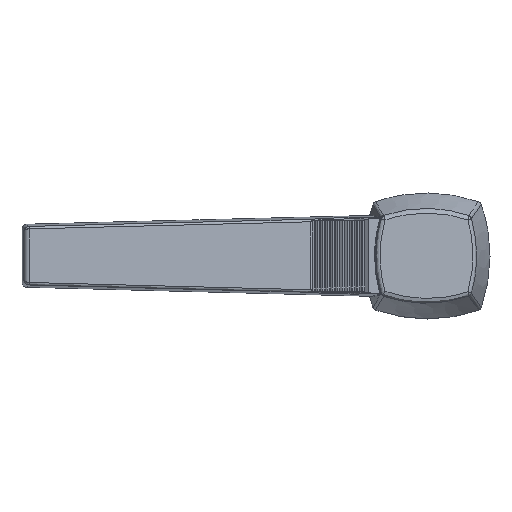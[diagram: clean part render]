
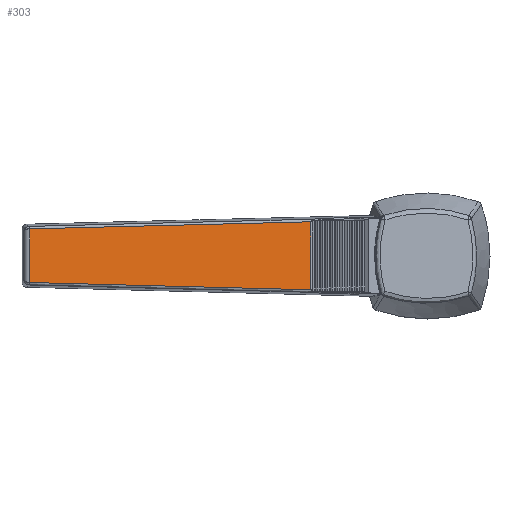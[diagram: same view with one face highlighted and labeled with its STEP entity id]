
A CAD part, top view. The second image highlights one B-rep face of the part: STEP entity #303.
In plain terms, the highlighted planar face has unit normal (0.174, 0, 0.985).
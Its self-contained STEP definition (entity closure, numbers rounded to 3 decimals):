
#303 = ADVANCED_FACE( '', ( #715 ), #716, .F. );
#715 = FACE_OUTER_BOUND( '', #3127, .T. );
#716 = PLANE( '', #3128 );
#3127 = EDGE_LOOP( '', ( #6308, #6309, #6310, #6311 ) );
#3128 = AXIS2_PLACEMENT_3D( '', #6312, #6313, #6314 );
#6308 = ORIENTED_EDGE( '', *, *, #7453, .T. );
#6309 = ORIENTED_EDGE( '', *, *, #7454, .T. );
#6310 = ORIENTED_EDGE( '', *, *, #7455, .T. );
#6311 = ORIENTED_EDGE( '', *, *, #7456, .T. );
#6312 = CARTESIAN_POINT( '', ( -33.905, 0., 38.274 ) );
#6313 = DIRECTION( '', ( -0.174, 0., -0.985 ) );
#6314 = DIRECTION( '', ( -0.985, 0., 0.174 ) );
#7453 = EDGE_CURVE( '', #8220, #8221, #8222, .T. );
#7454 = EDGE_CURVE( '', #8221, #8049, #8223, .F. );
#7455 = EDGE_CURVE( '', #8049, #7941, #8224, .T. );
#7456 = EDGE_CURVE( '', #7941, #8220, #8225, .F. );
#7941 = VERTEX_POINT( '', #9612 );
#8049 = VERTEX_POINT( '', #10050 );
#8220 = VERTEX_POINT( '', #10613 );
#8221 = VERTEX_POINT( '', #10614 );
#8222 = B_SPLINE_CURVE_WITH_KNOTS( '', 3, ( #10615, #10616, #10617, #10618, #10619, #10620, #10621, #10622 ), .UNSPECIFIED., .F., .F., ( 4, 2, 2, 4 ), ( 0., 0.028, 0.043, 0.057 ), .UNSPECIFIED. );
#8223 = LINE( '', #10623, #10624 );
#8224 = B_SPLINE_CURVE_WITH_KNOTS( '', 3, ( #10625, #10626, #10627, #10628, #10629, #10630, #10631, #10632 ), .UNSPECIFIED., .F., .F., ( 4, 2, 2, 4 ), ( 0.001, 0.015, 0.029, 0.058 ), .UNSPECIFIED. );
#8225 = LINE( '', #10633, #10634 );
#9612 = CARTESIAN_POINT( '', ( -23.09, -6.754, 36.367 ) );
#10050 = CARTESIAN_POINT( '', ( -78.94, -5.324, 46.215 ) );
#10613 = CARTESIAN_POINT( '', ( -23.09, 6.754, 36.367 ) );
#10614 = CARTESIAN_POINT( '', ( -78.94, 5.324, 46.215 ) );
#10615 = CARTESIAN_POINT( '', ( -23.09, 6.754, 36.367 ) );
#10616 = CARTESIAN_POINT( '', ( -32.398, 6.514, 38.009 ) );
#10617 = CARTESIAN_POINT( '', ( -41.706, 6.275, 39.65 ) );
#10618 = CARTESIAN_POINT( '', ( -55.669, 5.918, 42.112 ) );
#10619 = CARTESIAN_POINT( '', ( -60.323, 5.798, 42.932 ) );
#10620 = CARTESIAN_POINT( '', ( -69.631, 5.561, 44.574 ) );
#10621 = CARTESIAN_POINT( '', ( -74.286, 5.442, 45.394 ) );
#10622 = CARTESIAN_POINT( '', ( -78.94, 5.324, 46.215 ) );
#10623 = CARTESIAN_POINT( '', ( -78.94, 0., 46.215 ) );
#10624 = VECTOR( '', #12448, 1000. );
#10625 = CARTESIAN_POINT( '', ( -78.94, -5.324, 46.215 ) );
#10626 = CARTESIAN_POINT( '', ( -74.286, -5.442, 45.394 ) );
#10627 = CARTESIAN_POINT( '', ( -69.631, -5.561, 44.574 ) );
#10628 = CARTESIAN_POINT( '', ( -60.323, -5.798, 42.932 ) );
#10629 = CARTESIAN_POINT( '', ( -55.669, -5.918, 42.112 ) );
#10630 = CARTESIAN_POINT( '', ( -41.706, -6.275, 39.65 ) );
#10631 = CARTESIAN_POINT( '', ( -32.398, -6.514, 38.009 ) );
#10632 = CARTESIAN_POINT( '', ( -23.09, -6.754, 36.367 ) );
#10633 = CARTESIAN_POINT( '', ( -23.09, 6.986, 36.367 ) );
#10634 = VECTOR( '', #12449, 1000. );
#12448 = DIRECTION( '', ( 0., 1., 0. ) );
#12449 = DIRECTION( '', ( 0., -1., 0. ) );
